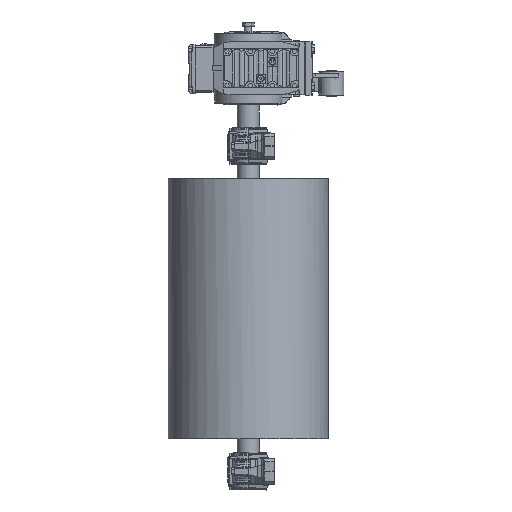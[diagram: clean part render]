
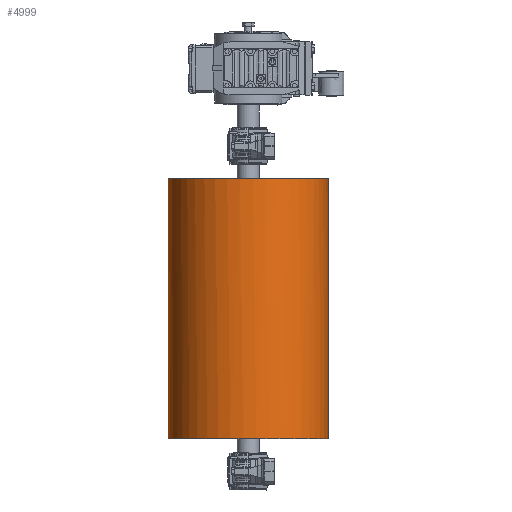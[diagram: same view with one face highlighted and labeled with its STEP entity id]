
A CAD part, left-side view. The second image highlights one B-rep face of the part: STEP entity #4999.
In plain terms, the highlighted free-form (B-spline) face has degree [2, 1] with [7, 2] control points.
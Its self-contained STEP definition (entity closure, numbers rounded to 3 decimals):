
#4932 = EDGE_CURVE('',#4933,#4933,#4935,.T.);
#4933 = VERTEX_POINT('',#4934);
#4934 = CARTESIAN_POINT('',(211.948,0.,-343.699));
#4935 = ( BOUNDED_CURVE() B_SPLINE_CURVE(2,(#4936,#4937,#4938,#4939,
#4940,#4941,#4942),.UNSPECIFIED.,.T.,.F.) B_SPLINE_CURVE_WITH_KNOTS((1,2
    ,2,2,2,1),(-2.094,0.,2.094,4.189,
6.283,8.378),.UNSPECIFIED.) CURVE() 
GEOMETRIC_REPRESENTATION_ITEM() RATIONAL_B_SPLINE_CURVE((1.,0.5,1.,0.5,
1.,0.5,1.)) REPRESENTATION_ITEM('') );
#4936 = CARTESIAN_POINT('',(211.948,0.,-343.699));
#4937 = CARTESIAN_POINT('',(211.948,-367.104,
    -343.699));
#4938 = CARTESIAN_POINT('',(-105.974,-183.552,
    -343.699));
#4939 = CARTESIAN_POINT('',(-423.895,0.,
    -343.699));
#4940 = CARTESIAN_POINT('',(-105.974,183.552,
    -343.699));
#4941 = CARTESIAN_POINT('',(211.948,367.104,
    -343.699));
#4942 = CARTESIAN_POINT('',(211.948,0.,-343.699));
#4999 = ADVANCED_FACE('',(#5000),#5021,.T.);
#5000 = FACE_BOUND('',#5001,.T.);
#5001 = EDGE_LOOP('',(#5002,#5003,#5010,#5020));
#5002 = ORIENTED_EDGE('',*,*,#4932,.F.);
#5003 = ORIENTED_EDGE('',*,*,#5004,.T.);
#5004 = EDGE_CURVE('',#4933,#5005,#5007,.T.);
#5005 = VERTEX_POINT('',#5006);
#5006 = CARTESIAN_POINT('',(211.948,0.,343.699));
#5007 = B_SPLINE_CURVE_WITH_KNOTS('',1,(#5008,#5009),.UNSPECIFIED.,.F.,
  .F.,(2,2),(-300.,300.),.PIECEWISE_BEZIER_KNOTS.);
#5008 = CARTESIAN_POINT('',(211.948,0.,-343.699));
#5009 = CARTESIAN_POINT('',(211.948,0.,343.699));
#5010 = ORIENTED_EDGE('',*,*,#5011,.F.);
#5011 = EDGE_CURVE('',#5005,#5005,#5012,.T.);
#5012 = ( BOUNDED_CURVE() B_SPLINE_CURVE(2,(#5013,#5014,#5015,#5016,
#5017,#5018,#5019),.UNSPECIFIED.,.T.,.F.) B_SPLINE_CURVE_WITH_KNOTS((1,2
    ,2,2,2,1),(-2.094,0.,2.094,4.189,
6.283,8.378),.UNSPECIFIED.) CURVE() 
GEOMETRIC_REPRESENTATION_ITEM() RATIONAL_B_SPLINE_CURVE((1.,0.5,1.,0.5,
1.,0.5,1.)) REPRESENTATION_ITEM('') );
#5013 = CARTESIAN_POINT('',(211.948,0.,343.699));
#5014 = CARTESIAN_POINT('',(211.948,367.104,
    343.699));
#5015 = CARTESIAN_POINT('',(-105.974,183.552,
    343.699));
#5016 = CARTESIAN_POINT('',(-423.895,0.,
    343.699));
#5017 = CARTESIAN_POINT('',(-105.974,-183.552,
    343.699));
#5018 = CARTESIAN_POINT('',(211.948,-367.104,
    343.699));
#5019 = CARTESIAN_POINT('',(211.948,0.,343.699));
#5020 = ORIENTED_EDGE('',*,*,#5004,.F.);
#5021 = ( BOUNDED_SURFACE() B_SPLINE_SURFACE(2,1,(
    (#5022,#5023)
    ,(#5024,#5025)
    ,(#5026,#5027)
    ,(#5028,#5029)
    ,(#5030,#5031)
    ,(#5032,#5033)
    ,(#5034,#5035
)),.UNSPECIFIED.,.T.,.F.,.F.) B_SPLINE_SURFACE_WITH_KNOTS((1,2,2,2,2,1),
  (2,2),(-2.094,0.,2.094,4.189,6.283,
    8.378),(-300.,300.),.UNSPECIFIED.) 
GEOMETRIC_REPRESENTATION_ITEM() RATIONAL_B_SPLINE_SURFACE((
    (1.,1.)
    ,(0.5,0.5)
    ,(1.,1.)
    ,(0.5,0.5)
    ,(1.,1.)
    ,(0.5,0.5)
,(1.,1.))) REPRESENTATION_ITEM('') SURFACE() );
#5022 = CARTESIAN_POINT('',(211.948,0.,-343.699));
#5023 = CARTESIAN_POINT('',(211.948,0.,343.699));
#5024 = CARTESIAN_POINT('',(211.948,367.104,
    -343.699));
#5025 = CARTESIAN_POINT('',(211.948,367.104,
    343.699));
#5026 = CARTESIAN_POINT('',(-105.974,183.552,
    -343.699));
#5027 = CARTESIAN_POINT('',(-105.974,183.552,
    343.699));
#5028 = CARTESIAN_POINT('',(-423.895,0.,
    -343.699));
#5029 = CARTESIAN_POINT('',(-423.895,0.,
    343.699));
#5030 = CARTESIAN_POINT('',(-105.974,-183.552,
    -343.699));
#5031 = CARTESIAN_POINT('',(-105.974,-183.552,
    343.699));
#5032 = CARTESIAN_POINT('',(211.948,-367.104,
    -343.699));
#5033 = CARTESIAN_POINT('',(211.948,-367.104,
    343.699));
#5034 = CARTESIAN_POINT('',(211.948,0.,-343.699));
#5035 = CARTESIAN_POINT('',(211.948,0.,343.699));
